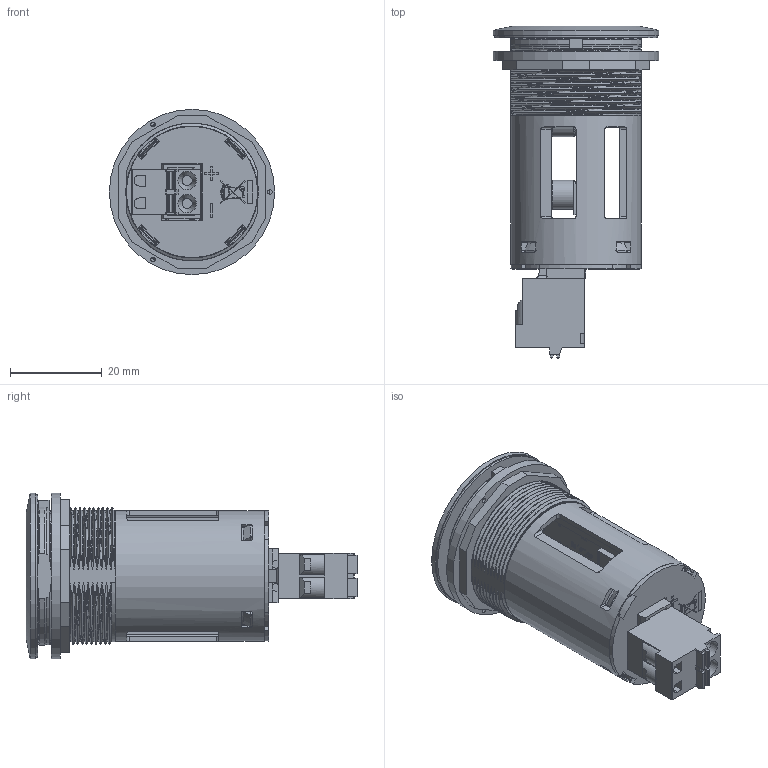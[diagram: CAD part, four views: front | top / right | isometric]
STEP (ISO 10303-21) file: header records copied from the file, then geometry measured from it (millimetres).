
FILE_DESCRIPTION(/* description */ (''),/* implementation_level */ '2;1');
FILE_NAME(/* name */ 'KRJSW_2USB_AC_5V_vereinfacht.stp',/* time_stamp */ '2024-06-27T08:07:09+02:00',/* author */ ('Sz'),/* organization */ (''),/* preprocessor_version */ 'ST-DEVELOPER v19.2',/* originating_system */ 'Autodesk Inventor 2023',/* authorisation */ '');
FILE_SCHEMA (('AUTOMOTIVE_DESIGN { 1 0 10303 214 3 1 1 }'));
Products named in the file (1): Bauteil111
Bounding box: 36 x 72.35 x 36 mm (x, y, z)
Volume: 14815.6 mm3; surface area: 23918.1 mm2
Topology: 8 solids, 8 shells, 4207 faces, 11869 edges, 7581 vertices
Faces by surface type: plane 2655, cylinder 1236, sphere 134, bspline 100, cone 54, torus 28
Full cylindrical faces by diameter (mm): 0.2 x109, 0.25 x29, 0.33 x1, 0.35 x17, 0.4 x6, 0.406 x14, 0.45 x12, 0.787 x2, 0.913 x2, 0.92 x4, 1 x11, 1.2 x2, 1.5 x4, 1.543 x2, 1.669 x2, 2.3 x2, 2.75 x2, 3 x2, 3.811 x2, 3.938 x2, 4 x2, 4.41 x2, 5.607 x2, 6.15 x2, 6.3 x2, 22.7 x1, 26 x1, 26.3 x1, 28.5 x1, 28.917 x1
Entity records: 155230 total; most frequent: CARTESIAN_POINT 39842, ORIENTED_EDGE 23734, DIRECTION 22350, EDGE_CURVE 11867, LINE 8652, VECTOR 8652, VERTEX_POINT 7581, AXIS2_PLACEMENT_3D 6849
